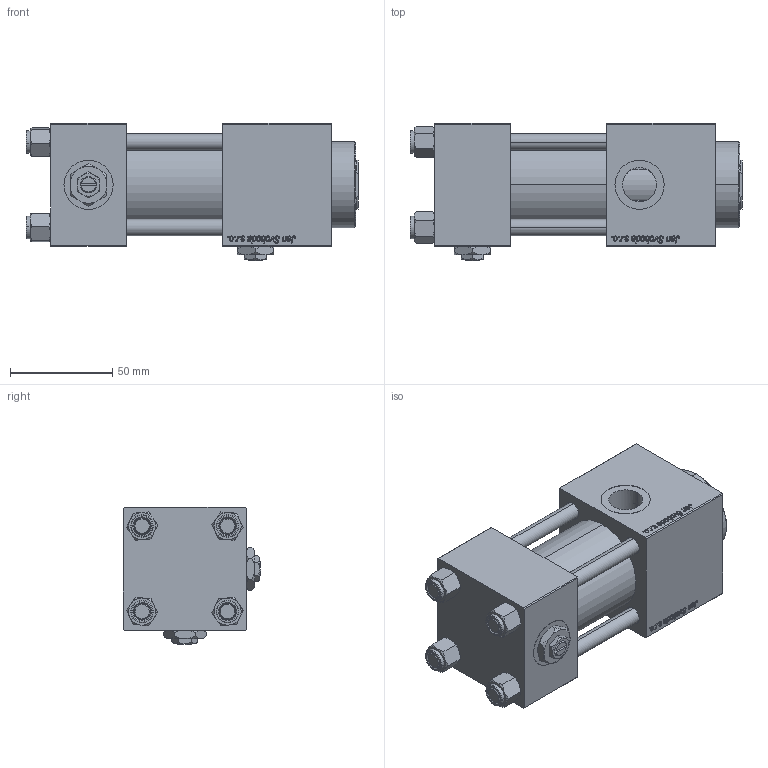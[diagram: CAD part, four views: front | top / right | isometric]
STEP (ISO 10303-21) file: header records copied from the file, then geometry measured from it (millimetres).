
FILE_DESCRIPTION (( 'STEP AP203' ), '1' );
FILE_NAME ('85c7.STEP', '2022-05-06T13:00:23', ( '' ), ( '' ), 'SwSTEP 2.0', 'SolidWorks 2019', '' );
FILE_SCHEMA (( 'CONFIG_CONTROL_DESIGN' ));
Length unit declared in the file: millimetre
Products named in the file (7): V215CR_B-1 e893a33f0f175b9bc62d0b094c10c62b; Zatka_pro_OIL_PORT e893a33f0f175b9bc62d0b094c10c62b; NUT_M5_B e893a33f0f175b9bc62d0b094c10c62b; V215CR_VCP_B e893a33f0f175b9bc62d0b094c10c62b; V215CR_B_TYCINKA e893a33f0f175b9bc62d0b094c10c62b; 85c7; V215_VC_A e893a33f0f175b9bc62d0b094c10c62b
Assembly tree (13 placements, depth 2):
  85c7
    V215CR_B-1 e893a33f0f175b9bc62d0b094c10c62b
    V215CR_VCP_B e893a33f0f175b9bc62d0b094c10c62b
    NUT_M5_B e893a33f0f175b9bc62d0b094c10c62b  x4
    V215CR_B_TYCINKA e893a33f0f175b9bc62d0b094c10c62b  x4
    V215_VC_A e893a33f0f175b9bc62d0b094c10c62b
    Zatka_pro_OIL_PORT e893a33f0f175b9bc62d0b094c10c62b  x2
Bounding box: 162 x 67 x 67 mm (x, y, z)
Volume: 395937.3 mm3; surface area: 112905.7 mm2
Topology: 13 solids, 13 shells, 1266 faces, 3184 edges, 2053 vertices
Faces by surface type: bspline 504, plane 482, cone 178, cylinder 94, torus 8
Entity records: 59047 total; most frequent: CARTESIAN_POINT 34702, ORIENTED_EDGE 5668, DIRECTION 3208, EDGE_CURVE 2834, VERTEX_POINT 1851, VECTOR 1498, LINE 1498, EDGE_LOOP 1235
